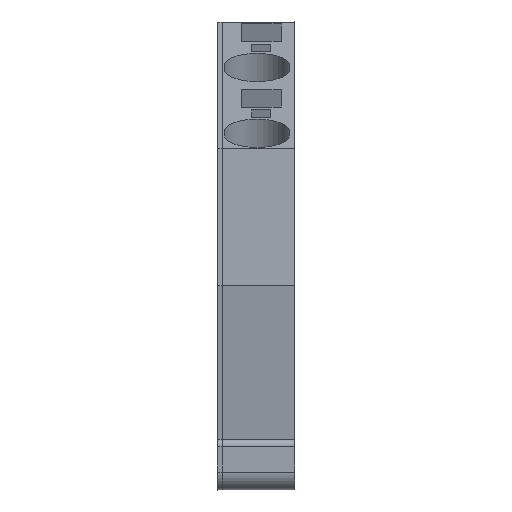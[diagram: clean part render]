
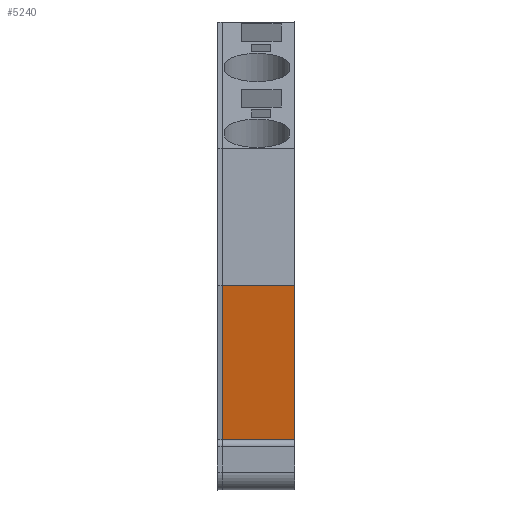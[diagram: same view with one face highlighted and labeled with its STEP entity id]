
A CAD part, front view. The second image highlights one B-rep face of the part: STEP entity #5240.
In plain terms, the highlighted planar face has unit normal (0, -0.985, -0.174).
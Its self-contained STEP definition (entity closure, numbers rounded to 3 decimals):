
#5219=AXIS2_PLACEMENT_3D('Plane Axis2P3D',#5216,#5217,#5218) ;
#1806=CARTESIAN_POINT('Vertex',(1.,3.061,4.123)) ;
#1822=CARTESIAN_POINT('Vertex',(8.1,3.061,4.123)) ;
#1825=CARTESIAN_POINT('Line Origine',(4.55,3.061,4.123)) ;
#2556=CARTESIAN_POINT('Vertex',(8.1,0.,21.482)) ;
#2559=CARTESIAN_POINT('Line Origine',(8.1,1.53,12.803)) ;
#3592=CARTESIAN_POINT('Vertex',(0.5,0.,21.482)) ;
#3595=CARTESIAN_POINT('Line Origine',(4.3,0.,21.482)) ;
#5216=CARTESIAN_POINT('Axis2P3D Location',(0.,0.,21.482)) ;
#5221=CARTESIAN_POINT('Line Origine',(0.5,1.53,12.803)) ;
#5225=CARTESIAN_POINT('Vertex',(0.5,3.061,4.123)) ;
#5228=CARTESIAN_POINT('Line Origine',(0.75,3.061,4.123)) ;
#1826=DIRECTION('Vector Direction',(-1.,0.,0.)) ;
#2560=DIRECTION('Vector Direction',(0.,0.174,-0.985)) ;
#3596=DIRECTION('Vector Direction',(-1.,0.,0.)) ;
#5217=DIRECTION('Axis2P3D Direction',(0.,0.985,0.174)) ;
#5218=DIRECTION('Axis2P3D XDirection',(0.,0.174,-0.985)) ;
#5222=DIRECTION('Vector Direction',(0.,0.174,-0.985)) ;
#5229=DIRECTION('Vector Direction',(-1.,0.,0.)) ;
#1827=VECTOR('Line Direction',#1826,1.) ;
#2561=VECTOR('Line Direction',#2560,1.) ;
#3597=VECTOR('Line Direction',#3596,1.) ;
#5223=VECTOR('Line Direction',#5222,1.) ;
#5230=VECTOR('Line Direction',#5229,1.) ;
#5234=ORIENTED_EDGE('',*,*,#5227,.T.) ;
#5235=ORIENTED_EDGE('',*,*,#5232,.F.) ;
#5236=ORIENTED_EDGE('',*,*,#1829,.F.) ;
#5237=ORIENTED_EDGE('',*,*,#2563,.T.) ;
#5238=ORIENTED_EDGE('',*,*,#3599,.T.) ;
#5240=ADVANCED_FACE('KLTR ZPE6-2/3AN.1\\Hauptkoerper',(#5239),#5220,.F.) ;
#1829=EDGE_CURVE('',#1823,#1807,#1828,.T.) ;
#2563=EDGE_CURVE('',#1823,#2557,#2562,.F.) ;
#3599=EDGE_CURVE('',#2557,#3593,#3598,.T.) ;
#5227=EDGE_CURVE('',#3593,#5226,#5224,.T.) ;
#5232=EDGE_CURVE('',#1807,#5226,#5231,.T.) ;
#5233=EDGE_LOOP('',(#5234,#5235,#5236,#5237,#5238)) ;
#5239=FACE_OUTER_BOUND('',#5233,.T.) ;
#1828=LINE('Line',#1825,#1827) ;
#2562=LINE('Line',#2559,#2561) ;
#3598=LINE('Line',#3595,#3597) ;
#5224=LINE('Line',#5221,#5223) ;
#5231=LINE('Line',#5228,#5230) ;
#5220=PLANE('',#5219) ;
#1807=VERTEX_POINT('',#1806) ;
#1823=VERTEX_POINT('',#1822) ;
#2557=VERTEX_POINT('',#2556) ;
#3593=VERTEX_POINT('',#3592) ;
#5226=VERTEX_POINT('',#5225) ;
